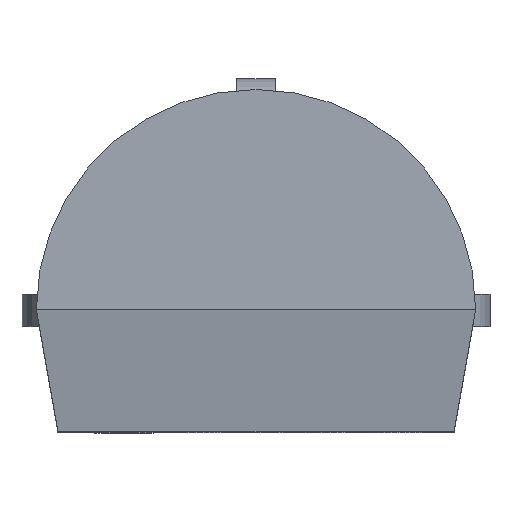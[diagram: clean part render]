
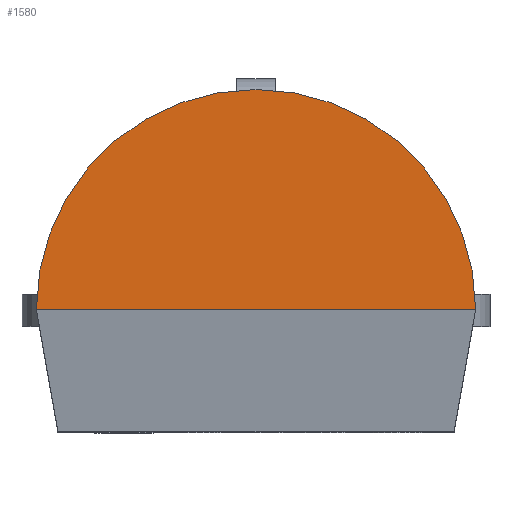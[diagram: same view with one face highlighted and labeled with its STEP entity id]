
A CAD part, top view. The second image highlights one B-rep face of the part: STEP entity #1580.
In plain terms, the highlighted planar face has unit normal (0, 0, 1).
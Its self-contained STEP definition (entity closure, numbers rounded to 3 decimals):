
#1483 = VERTEX_POINT('',#1484);
#1484 = CARTESIAN_POINT('',(-2.6,0.,7.8));
#1501 = VERTEX_POINT('',#1502);
#1502 = CARTESIAN_POINT('',(2.6,0.,7.8));
#1508 = EDGE_CURVE('',#1483,#1501,#1509,.T.);
#1509 = LINE('',#1510,#1511);
#1510 = CARTESIAN_POINT('',(-1.3,0.,7.8));
#1511 = VECTOR('',#1512,1.);
#1512 = DIRECTION('',(1.,0.,0.));
#1580 = ADVANCED_FACE('',(#1581),#1591,.F.);
#1581 = FACE_BOUND('',#1582,.F.);
#1582 = EDGE_LOOP('',(#1583,#1584));
#1583 = ORIENTED_EDGE('',*,*,#1508,.F.);
#1584 = ORIENTED_EDGE('',*,*,#1585,.F.);
#1585 = EDGE_CURVE('',#1501,#1483,#1586,.T.);
#1586 = CIRCLE('',#1587,2.6);
#1587 = AXIS2_PLACEMENT_3D('',#1588,#1589,#1590);
#1588 = CARTESIAN_POINT('',(0.,0.,7.8));
#1589 = DIRECTION('',(0.,0.,1.));
#1590 = DIRECTION('',(-1.,0.,0.));
#1591 = PLANE('',#1592);
#1592 = AXIS2_PLACEMENT_3D('',#1593,#1594,#1595);
#1593 = CARTESIAN_POINT('',(0.,0.901,7.8));
#1594 = DIRECTION('',(0.,0.,-1.));
#1595 = DIRECTION('',(0.,-1.,0.));
